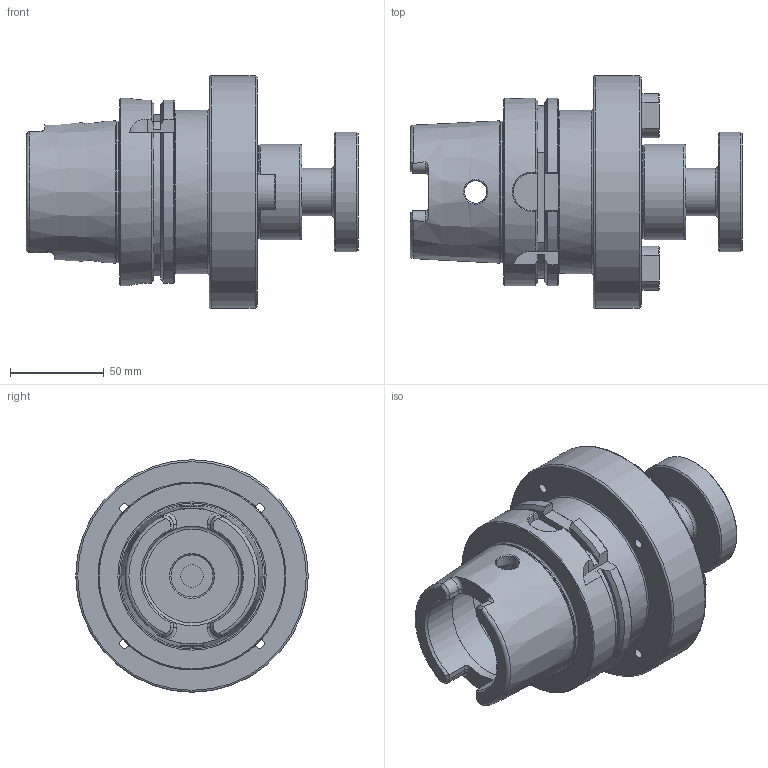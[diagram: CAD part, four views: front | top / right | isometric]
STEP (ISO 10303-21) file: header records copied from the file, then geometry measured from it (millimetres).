
FILE_DESCRIPTION((''),'2;1');
FILE_NAME('H100-20SM2.stp','2014-10-28T14:12:47',('kaykin'),(''),'Autodesk Inventor 2012','Autodesk Inventor 2012','');
FILE_SCHEMA(('AUTOMOTIVE_DESIGN { 1 0 10303 214 1 1 1 1 }'));
Length unit declared in the file: inch
Products named in the file (4): H100-20SM2; 20KY; 20LS
Assembly tree (4 placements, depth 2):
  H100-20SM2
    H100-20SM2
    20KY  x2
    20LS
Bounding box: 176.8 x 123.83 x 123.83 mm (x, y, z)
Volume: 733502.4 mm3; surface area: 109254.4 mm2
Topology: 4 solids, 4 shells, 211 faces, 514 edges, 322 vertices
Faces by surface type: plane 69, cone 56, cylinder 56, torus 19, bspline 11
Full cylindrical faces by diameter (mm): 6.35 x2, 10 x1, 12 x3, 12.751 x1, 13.386 x4, 18.288 x2, 19.037 x2, 19.177 x2, 22.377 x1, 23.444 x1, 25.016 x1, 25.4 x1, 26.162 x1, 49.276 x1, 50.8 x1, 53 x2, 63 x1, 63.5 x1, 75.364 x1, 86.995 x1, 100 x1, 123.825 x1
Entity records: 6202 total; most frequent: CARTESIAN_POINT 1957, DIRECTION 817, ORIENTED_EDGE 760, EDGE_CURVE 380, AXIS2_PLACEMENT_3D 353, EDGE_LOOP 291, VERTEX_POINT 275, FACE_OUTER_BOUND 193
